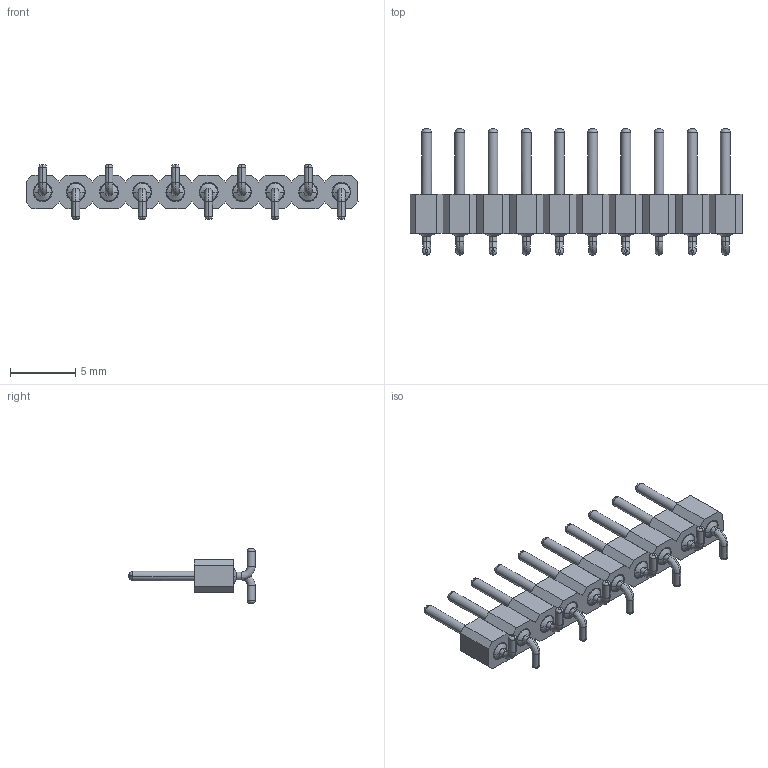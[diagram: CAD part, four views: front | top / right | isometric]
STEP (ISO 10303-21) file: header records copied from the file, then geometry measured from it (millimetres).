
FILE_DESCRIPTION( ('This file contains a STEP AP42 implementation' ,'as created by ZW3D STEP Interface translator.') ,'2;1' );
FILE_NAME( '3511-301XXMXX112X1.stp' ,'231012.141819', (''), ('ZWCAD Software Co.'), 'Version 1.0', 'ZW3D to STEP translator', '' );
FILE_SCHEMA(('AUTOMOTIVE_DESIGN { 1 0 10303 214 1 1 1 1 }'));
Length unit declared in the file: millimetre
Products named in the file (2): 0; 3511-30120MXX112X1
Bounding box: 25.4 x 9.65 x 4.2 mm (x, y, z)
Volume: 204.4 mm3; surface area: 729.7 mm2
Topology: 1 solids, 11 shells, 444 faces, 966 edges, 584 vertices
Faces by surface type: bspline 280, plane 124, cone 40
Entity records: 27253 total; most frequent: CARTESIAN_POINT 20270, ORIENTED_EDGE 1932, EDGE_CURVE 966, B_SPLINE_CURVE_WITH_KNOTS 883, VERTEX_POINT 584, EDGE_LOOP 504, FACE_OUTER_BOUND 444, ADVANCED_FACE 444
